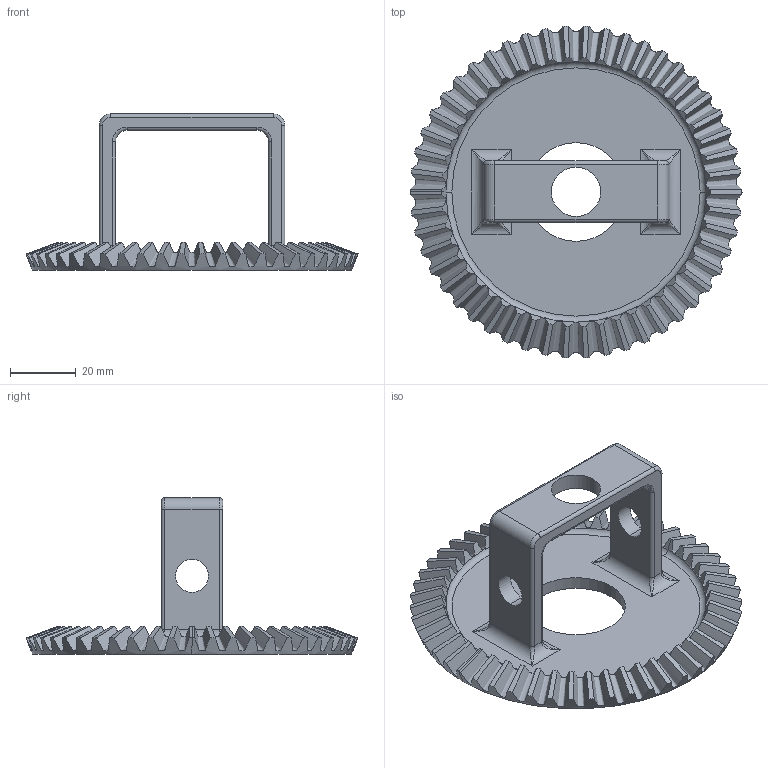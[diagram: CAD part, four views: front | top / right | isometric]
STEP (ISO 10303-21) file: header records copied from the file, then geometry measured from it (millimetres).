
FILE_DESCRIPTION (( 'STEP AP214' ), '1' );
FILE_NAME ('Ring.STEP', '2022-03-11T20:55:05', ( '' ), ( '' ), 'SwSTEP 2.0', 'SolidWorks 2020', '' );
FILE_SCHEMA (( 'AUTOMOTIVE_DESIGN' ));
Length unit declared in the file: millimetre
Products named in the file (1): Ring
Bounding box: 100.91 x 100.8 x 47.46 mm (x, y, z)
Volume: 40734.6 mm3; surface area: 23915.6 mm2
Topology: 1 solids, 1 shells, 165 faces, 453 edges, 282 vertices
Faces by surface type: bspline 58, cone 55, cylinder 32, torus 10, plane 10
Entity records: 17151 total; most frequent: CARTESIAN_POINT 13445, ORIENTED_EDGE 890, DIRECTION 613, EDGE_CURVE 445, VERTEX_POINT 282, AXIS2_PLACEMENT_3D 276, B_SPLINE_CURVE_WITH_KNOTS 200, EDGE_LOOP 175
